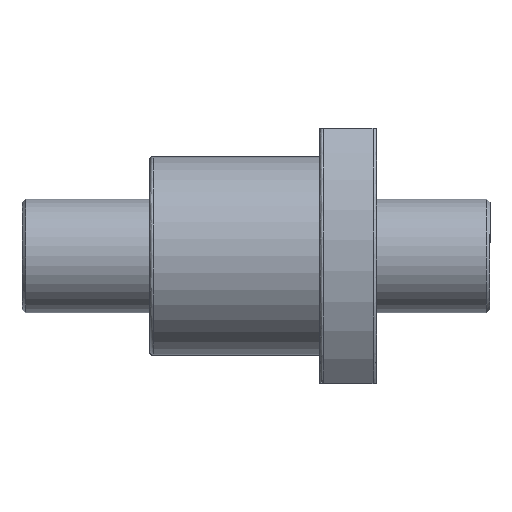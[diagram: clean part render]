
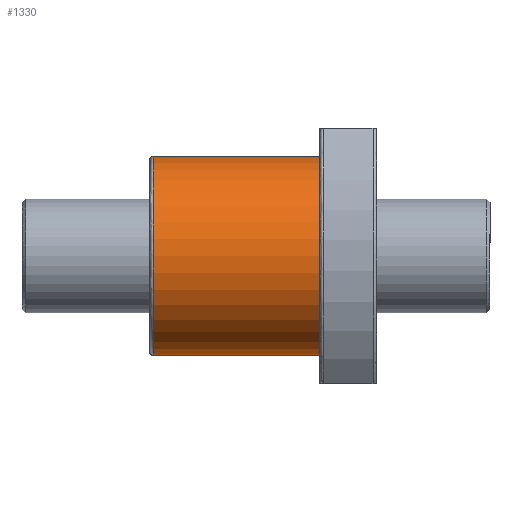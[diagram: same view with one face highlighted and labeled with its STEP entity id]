
A CAD part, top view. The second image highlights one B-rep face of the part: STEP entity #1330.
In plain terms, the highlighted cylindrical face has radius 7 mm (diameter 14 mm), a partial arc.
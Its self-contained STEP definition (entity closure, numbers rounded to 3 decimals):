
#7 = LINE ( 'NONE', #695, #855 ) ;
#61 = VERTEX_POINT ( 'NONE', #1264 ) ;
#96 = ORIENTED_EDGE ( 'NONE', *, *, #1123, .T. ) ;
#126 = ORIENTED_EDGE ( 'NONE', *, *, #411, .T. ) ;
#141 = CARTESIAN_POINT ( 'NONE',  ( 0., -7., 0. ) ) ;
#188 = ORIENTED_EDGE ( 'NONE', *, *, #1240, .T. ) ;
#189 = DIRECTION ( 'NONE',  ( -1., 0., 0. ) ) ;
#190 = ORIENTED_EDGE ( 'NONE', *, *, #325, .F. ) ;
#325 = EDGE_CURVE ( 'NONE', #438, #385, #918, .T. ) ;
#326 = DIRECTION ( 'NONE',  ( 0., -1., 0. ) ) ;
#339 = DIRECTION ( 'NONE',  ( -1., 0., 0. ) ) ;
#346 = FACE_OUTER_BOUND ( 'NONE', #871, .T. ) ;
#368 = CARTESIAN_POINT ( 'NONE',  ( -12., -7., 0. ) ) ;
#385 = VERTEX_POINT ( 'NONE', #445 ) ;
#411 = EDGE_CURVE ( 'NONE', #61, #983, #7, .T. ) ;
#438 = VERTEX_POINT ( 'NONE', #368 ) ;
#439 = CARTESIAN_POINT ( 'NONE',  ( -23.75, 0., 0. ) ) ;
#445 = CARTESIAN_POINT ( 'NONE',  ( -23.75, -7., 0. ) ) ;
#631 = VECTOR ( 'NONE', #1211, 1000. ) ;
#657 = AXIS2_PLACEMENT_3D ( 'NONE', #439, #763, #326 ) ;
#695 = CARTESIAN_POINT ( 'NONE',  ( 0., 7., 0. ) ) ;
#729 = DIRECTION ( 'NONE',  ( 0., -1., 0. ) ) ;
#763 = DIRECTION ( 'NONE',  ( 1., 0., 0. ) ) ;
#835 = CIRCLE ( 'NONE', #657, 7. ) ;
#855 = VECTOR ( 'NONE', #339, 1000. ) ;
#871 = EDGE_LOOP ( 'NONE', ( #96, #126, #188, #190 ) ) ;
#877 = CIRCLE ( 'NONE', #1168, 7. ) ;
#889 = CYLINDRICAL_SURFACE ( 'NONE', #1326, 7. ) ;
#918 = LINE ( 'NONE', #141, #631 ) ;
#983 = VERTEX_POINT ( 'NONE', #1325 ) ;
#1123 = EDGE_CURVE ( 'NONE', #438, #61, #877, .T. ) ;
#1150 = CARTESIAN_POINT ( 'NONE',  ( 0., 0., 0. ) ) ;
#1155 = CARTESIAN_POINT ( 'NONE',  ( -12., 0., 0. ) ) ;
#1160 = DIRECTION ( 'NONE',  ( -1., 0., 0. ) ) ;
#1168 = AXIS2_PLACEMENT_3D ( 'NONE', #1155, #1160, #1210 ) ;
#1210 = DIRECTION ( 'NONE',  ( 0., -1., 0. ) ) ;
#1211 = DIRECTION ( 'NONE',  ( -1., 0., 0. ) ) ;
#1240 = EDGE_CURVE ( 'NONE', #983, #385, #835, .T. ) ;
#1264 = CARTESIAN_POINT ( 'NONE',  ( -12., 7., 0. ) ) ;
#1325 = CARTESIAN_POINT ( 'NONE',  ( -23.75, 7., 0. ) ) ;
#1326 = AXIS2_PLACEMENT_3D ( 'NONE', #1150, #189, #729 ) ;
#1330 = ADVANCED_FACE ( 'NONE', ( #346 ), #889, .T. ) ;
